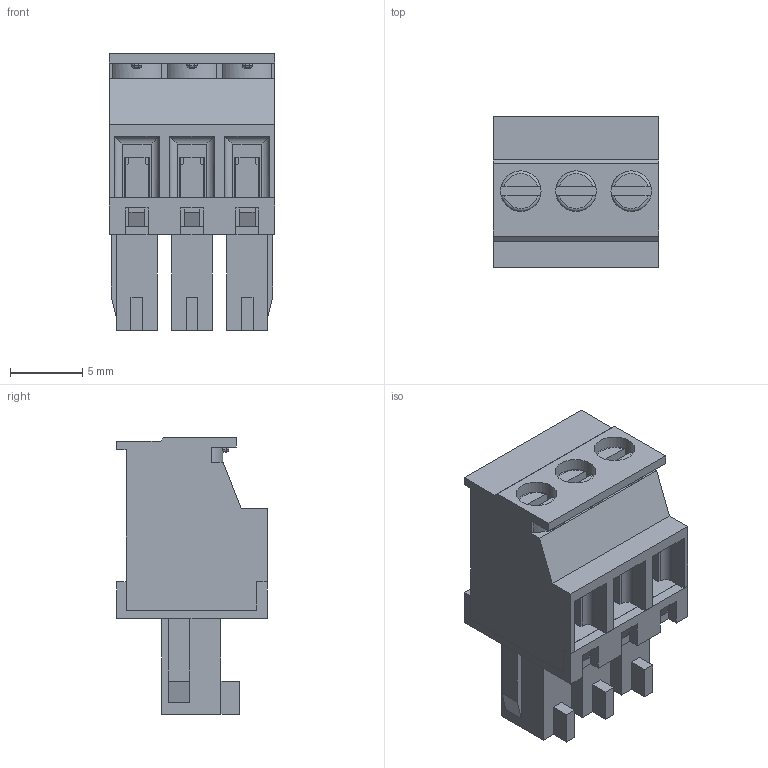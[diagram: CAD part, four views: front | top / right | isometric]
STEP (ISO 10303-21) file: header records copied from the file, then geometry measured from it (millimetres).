
FILE_DESCRIPTION( ( 'Unknown' ), '1' );
FILE_NAME( '691363310003.stp', 'Unknown', ( 'Quentin LAIDEBEUR' ), ( 'WE' ), 'PSStep 15.0.49', 'Sample-box', ' ' );
FILE_SCHEMA( ( 'AUTOMOTIVE_DESIGN { 1 0 10303 214 1 1 1 1 }' ) );
Length unit declared in the file: millimetre
Products named in the file (6): Assem1; 6913613000xx_VISSE; 6913613000xx_CAGE; 6913613000xx; 691361300003; 691361300003_CAPOT
Assembly tree (11 placements, depth 2):
  Assem1
    6913613000xx_VISSE  x3
    6913613000xx_CAGE  x3
    6913613000xx  x3
    691361300003
    691361300003_CAPOT
Bounding box: 11.43 x 10.4 x 19.1 mm (x, y, z)
Volume: 978.9 mm3; surface area: 3332.9 mm2
Topology: 11 solids, 11 shells, 657 faces, 1803 edges, 1162 vertices
Faces by surface type: plane 498, cylinder 138, torus 9, cone 6, sphere 6
Full cylindrical faces by diameter (mm): 1.2 x3, 1.75 x3, 1.9 x6, 2.8 x6
Entity records: 17906 total; most frequent: CARTESIAN_POINT 2641, ORIENTED_EDGE 2444, DIRECTION 2274, EDGE_CURVE 1222, LINE 1056, VECTOR 1056, VERTEX_POINT 798, AXIS2_PLACEMENT_3D 609
